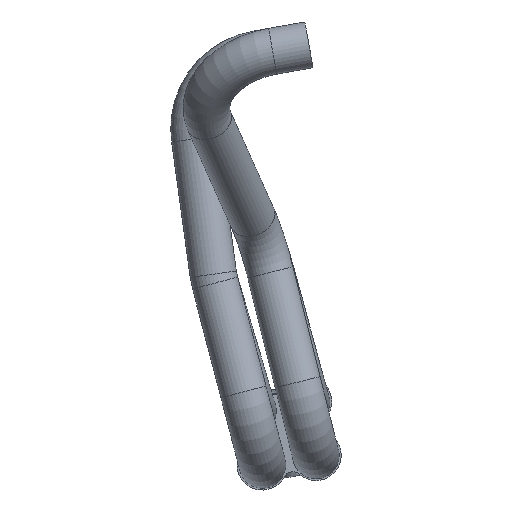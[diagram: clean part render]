
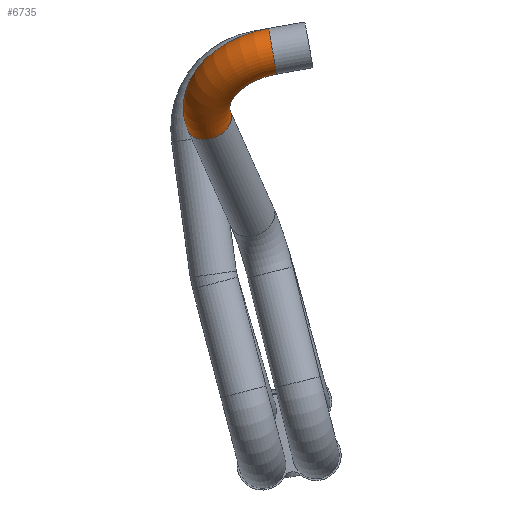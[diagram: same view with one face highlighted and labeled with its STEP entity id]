
A CAD part, front view. The second image highlights one B-rep face of the part: STEP entity #6735.
In plain terms, the highlighted toroidal (fillet/blend) face has major radius 61.913 mm and minor radius 19.038 mm.
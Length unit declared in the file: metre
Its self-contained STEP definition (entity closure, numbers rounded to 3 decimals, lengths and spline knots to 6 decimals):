
#6331 = CYLINDRICAL_SURFACE('',#6332,0.019038);
#6332 = AXIS2_PLACEMENT_3D('',#6333,#6334,#6335);
#6333 = CARTESIAN_POINT('',(-0.311148,-0.446871,
    0.130848));
#6334 = DIRECTION('',(0.273,0.744,-0.61));
#6335 = DIRECTION('',(-0.632,-0.339,-0.697));
#6515 = VERTEX_POINT('',#6516);
#6516 = CARTESIAN_POINT('',(-0.323184,-0.453328,
    0.117586));
#6538 = EDGE_CURVE('',#6515,#6515,#6539,.T.);
#6539 = SURFACE_CURVE('',#6540,(#6545,#6552),.PCURVE_S1.);
#6540 = CIRCLE('',#6541,0.019038);
#6541 = AXIS2_PLACEMENT_3D('',#6542,#6543,#6544);
#6542 = CARTESIAN_POINT('',(-0.311148,-0.446871,
    0.130848));
#6543 = DIRECTION('',(-0.273,-0.744,0.61));
#6544 = DIRECTION('',(0.632,0.339,0.697));
#6545 = PCURVE('',#6331,#6546);
#6546 = DEFINITIONAL_REPRESENTATION('',(#6547),#6551);
#6547 = LINE('',#6548,#6549);
#6548 = CARTESIAN_POINT('',(9.425,0.));
#6549 = VECTOR('',#6550,1.);
#6550 = DIRECTION('',(-1.,0.));
#6551 = ( GEOMETRIC_REPRESENTATION_CONTEXT(2) 
PARAMETRIC_REPRESENTATION_CONTEXT() REPRESENTATION_CONTEXT('2D SPACE',''
  ) );
#6552 = PCURVE('',#6553,#6558);
#6553 = TOROIDAL_SURFACE('',#6554,0.061913,0.019038);
#6554 = AXIS2_PLACEMENT_3D('',#6555,#6556,#6557);
#6555 = CARTESIAN_POINT('',(-0.252143,-0.454481,
    0.147986));
#6556 = DIRECTION('',(0.131,-0.657,-0.742));
#6557 = DIRECTION('',(0.985,0.,0.174)
  );
#6558 = DEFINITIONAL_REPRESENTATION('',(#6559),#6563);
#6559 = LINE('',#6560,#6561);
#6560 = CARTESIAN_POINT('',(3.305,-2.424));
#6561 = VECTOR('',#6562,1.);
#6562 = DIRECTION('',(0.,1.));
#6563 = ( GEOMETRIC_REPRESENTATION_CONTEXT(2) 
PARAMETRIC_REPRESENTATION_CONTEXT() REPRESENTATION_CONTEXT('2D SPACE',''
  ) );
#6735 = ADVANCED_FACE('',(#6736),#6553,.F.);
#6736 = FACE_BOUND('',#6737,.F.);
#6737 = EDGE_LOOP('',(#6738,#6739,#6766,#6793));
#6738 = ORIENTED_EDGE('',*,*,#6538,.T.);
#6739 = ORIENTED_EDGE('',*,*,#6740,.F.);
#6740 = EDGE_CURVE('',#6741,#6515,#6743,.T.);
#6741 = VERTEX_POINT('',#6742);
#6742 = CARTESIAN_POINT('',(-0.259206,-0.520194,
    0.188037));
#6743 = SEAM_CURVE('',#6744,(#6752,#6759),.PCURVE_S1.);
#6744 = ( BOUNDED_CURVE() B_SPLINE_CURVE(6,(#6745,#6746,#6747,#6748,
#6749,#6750,#6751),.UNSPECIFIED.,.F.,.F.) B_SPLINE_CURVE_WITH_KNOTS((7,7
),(1.570796,3.30536),.PIECEWISE_BEZIER_KNOTS.) CURVE() 
GEOMETRIC_REPRESENTATION_ITEM() RATIONAL_B_SPLINE_CURVE((1.038,
    1.012,0.997,0.993,0.997,
1.012,1.038)) REPRESENTATION_ITEM('') );
#6745 = CARTESIAN_POINT('',(-0.259206,-0.520194,
    0.188037));
#6746 = CARTESIAN_POINT('',(-0.281481,-0.520194,
    0.18411));
#6747 = CARTESIAN_POINT('',(-0.302131,-0.514191,
    0.175157));
#6748 = CARTESIAN_POINT('',(-0.318294,-0.502785,
    0.162213));
#6749 = CARTESIAN_POINT('',(-0.327752,-0.487414,
    0.146943));
#6750 = CARTESIAN_POINT('',(-0.329361,-0.470152,
    0.131384));
#6751 = CARTESIAN_POINT('',(-0.323184,-0.453328,
    0.117586));
#6752 = PCURVE('',#6553,#6753);
#6753 = DEFINITIONAL_REPRESENTATION('',(#6754),#6758);
#6754 = LINE('',#6755,#6756);
#6755 = CARTESIAN_POINT('',(0.,0.717));
#6756 = VECTOR('',#6757,1.);
#6757 = DIRECTION('',(1.,0.));
#6758 = ( GEOMETRIC_REPRESENTATION_CONTEXT(2) 
PARAMETRIC_REPRESENTATION_CONTEXT() REPRESENTATION_CONTEXT('2D SPACE',''
  ) );
#6759 = PCURVE('',#6553,#6760);
#6760 = DEFINITIONAL_REPRESENTATION('',(#6761),#6765);
#6761 = LINE('',#6762,#6763);
#6762 = CARTESIAN_POINT('',(0.,7.));
#6763 = VECTOR('',#6764,1.);
#6764 = DIRECTION('',(1.,0.));
#6765 = ( GEOMETRIC_REPRESENTATION_CONTEXT(2) 
PARAMETRIC_REPRESENTATION_CONTEXT() REPRESENTATION_CONTEXT('2D SPACE',''
  ) );
#6766 = ORIENTED_EDGE('',*,*,#6767,.F.);
#6767 = EDGE_CURVE('',#6741,#6741,#6768,.T.);
#6768 = SURFACE_CURVE('',#6769,(#6774,#6781),.PCURVE_S1.);
#6769 = CIRCLE('',#6770,0.019038);
#6770 = AXIS2_PLACEMENT_3D('',#6771,#6772,#6773);
#6771 = CARTESIAN_POINT('',(-0.259207,-0.501156,0.188044)
  );
#6772 = DIRECTION('',(0.985,0.,0.174)
  );
#6773 = DIRECTION('',(0.,1.,
    0.));
#6774 = PCURVE('',#6553,#6775);
#6775 = DEFINITIONAL_REPRESENTATION('',(#6776),#6780);
#6776 = LINE('',#6777,#6778);
#6777 = CARTESIAN_POINT('',(1.571,-2.424));
#6778 = VECTOR('',#6779,1.);
#6779 = DIRECTION('',(0.,1.));
#6780 = ( GEOMETRIC_REPRESENTATION_CONTEXT(2) 
PARAMETRIC_REPRESENTATION_CONTEXT() REPRESENTATION_CONTEXT('2D SPACE',''
  ) );
#6781 = PCURVE('',#6782,#6787);
#6782 = CYLINDRICAL_SURFACE('',#6783,0.019038);
#6783 = AXIS2_PLACEMENT_3D('',#6784,#6785,#6786);
#6784 = CARTESIAN_POINT('',(-0.229461,-0.501156,0.193289));
#6785 = DIRECTION('',(-0.985,0.,-0.174
    ));
#6786 = DIRECTION('',(0.,-1.,
    0.));
#6787 = DEFINITIONAL_REPRESENTATION('',(#6788),#6792);
#6788 = LINE('',#6789,#6790);
#6789 = CARTESIAN_POINT('',(9.425,0.03));
#6790 = VECTOR('',#6791,1.);
#6791 = DIRECTION('',(-1.,0.));
#6792 = ( GEOMETRIC_REPRESENTATION_CONTEXT(2) 
PARAMETRIC_REPRESENTATION_CONTEXT() REPRESENTATION_CONTEXT('2D SPACE',''
  ) );
#6793 = ORIENTED_EDGE('',*,*,#6740,.T.);
